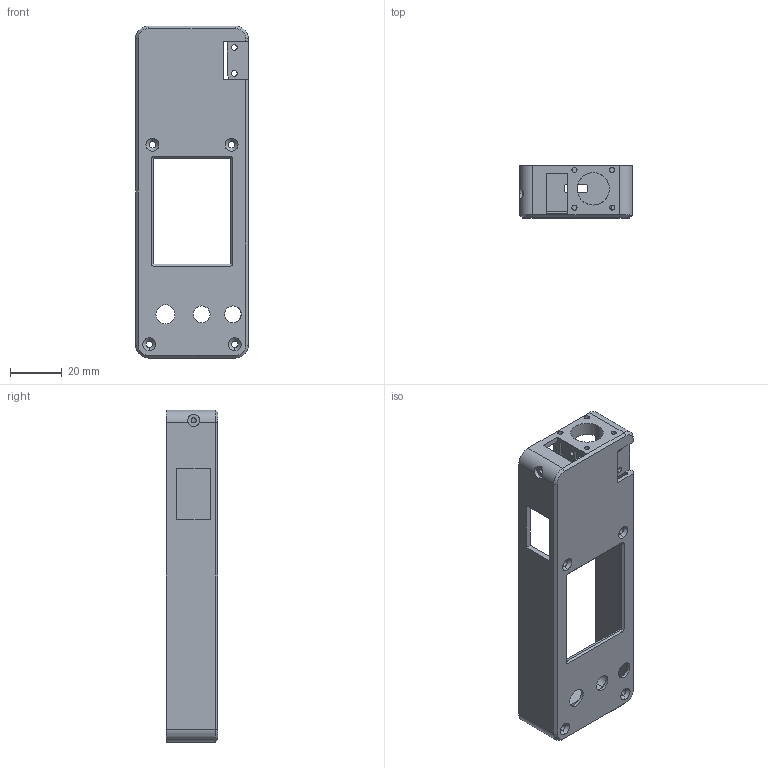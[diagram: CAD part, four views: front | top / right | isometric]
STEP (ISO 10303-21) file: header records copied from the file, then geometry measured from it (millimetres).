
FILE_DESCRIPTION (( 'STEP AP214' ), '1' );
FILE_NAME ('AxxSolder_Encolsure_Portable_Top_Earth_Stand_RockerSwitch.STEP', '2024-09-11T10:20:39', ( '' ), ( '' ), 'SwSTEP 2.0', 'SolidWorks 2020', '' );
FILE_SCHEMA (( 'AUTOMOTIVE_DESIGN' ));
Length unit declared in the file: millimetre
Products named in the file (1): AxxSolder_Encolsure_Portable_Top_Earth_Stand_RockerSwitch
Bounding box: 43.5 x 19.95 x 128 mm (x, y, z)
Volume: 19734.5 mm3; surface area: 20844.9 mm2
Topology: 1 solids, 1 shells, 292 faces, 751 edges, 450 vertices
Faces by surface type: cylinder 106, plane 105, cone 50, torus 22, sphere 7, bspline 2
Entity records: 9302 total; most frequent: CARTESIAN_POINT 2060, DIRECTION 1557, ORIENTED_EDGE 1486, EDGE_CURVE 743, AXIS2_PLACEMENT_3D 565, VERTEX_POINT 450, LINE 427, VECTOR 427
